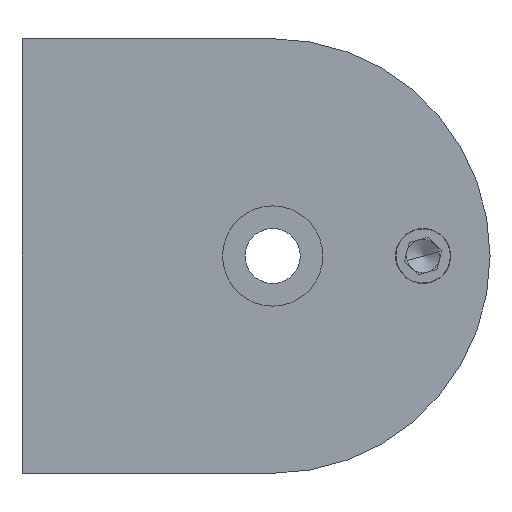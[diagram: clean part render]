
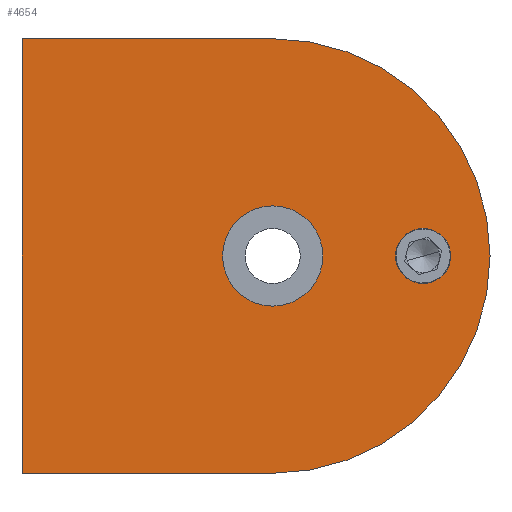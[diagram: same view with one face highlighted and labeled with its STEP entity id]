
A CAD part, front view. The second image highlights one B-rep face of the part: STEP entity #4654.
In plain terms, the highlighted planar face has unit normal (0, -1, 0).
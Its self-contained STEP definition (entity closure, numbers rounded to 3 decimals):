
#80 = CARTESIAN_POINT ( 'NONE',  ( -1.16, -10.631, 28. ) ) ;
#189 = VERTEX_POINT ( 'NONE', #2641 ) ;
#193 = FACE_OUTER_BOUND ( 'NONE', #5736, .T. ) ;
#360 = LINE ( 'NONE', #5156, #3129 ) ;
#603 = CARTESIAN_POINT ( 'NONE',  ( 7.84, -10.631, 28. ) ) ;
#723 = EDGE_CURVE ( 'NONE', #189, #6064, #7032, .T. ) ;
#823 = VERTEX_POINT ( 'NONE', #5779 ) ;
#1018 = CARTESIAN_POINT ( 'NONE',  ( -1.16, -10.631, 15. ) ) ;
#1064 = EDGE_CURVE ( 'NONE', #6785, #189, #2086, .T. ) ;
#1149 = DIRECTION ( 'NONE',  ( 0., 0., 1. ) ) ;
#1156 = CIRCLE ( 'NONE', #2537, 3. ) ;
#1172 = CARTESIAN_POINT ( 'NONE',  ( -1.16, -10.631, 28. ) ) ;
#1278 = CARTESIAN_POINT ( 'NONE',  ( 7.84, -10.631, 26.35 ) ) ;
#1359 = ORIENTED_EDGE ( 'NONE', *, *, #7358, .T. ) ;
#1601 = DIRECTION ( 'NONE',  ( 0., 0., 1. ) ) ;
#1606 = ORIENTED_EDGE ( 'NONE', *, *, #6364, .T. ) ;
#1637 = CARTESIAN_POINT ( 'NONE',  ( -1.16, -10.631, 28. ) ) ;
#1684 = AXIS2_PLACEMENT_3D ( 'NONE', #2996, #4774, #7151 ) ;
#1794 = AXIS2_PLACEMENT_3D ( 'NONE', #603, #2958, #5356 ) ;
#2086 = CIRCLE ( 'NONE', #3849, 13. ) ;
#2527 = VERTEX_POINT ( 'NONE', #5392 ) ;
#2537 = AXIS2_PLACEMENT_3D ( 'NONE', #1637, #6988, #1601 ) ;
#2641 = CARTESIAN_POINT ( 'NONE',  ( -1.16, -10.631, 15. ) ) ;
#2813 = VECTOR ( 'NONE', #3652, 1000. ) ;
#2958 = DIRECTION ( 'NONE',  ( 0., 1., 0. ) ) ;
#2996 = CARTESIAN_POINT ( 'NONE',  ( 7.84, -10.631, 28. ) ) ;
#3129 = VECTOR ( 'NONE', #6252, 1000. ) ;
#3447 = CIRCLE ( 'NONE', #3822, 3. ) ;
#3576 = DIRECTION ( 'NONE',  ( 0., 1., 0. ) ) ;
#3579 = EDGE_CURVE ( 'NONE', #6785, #823, #360, .T. ) ;
#3652 = DIRECTION ( 'NONE',  ( 0., 0., 1. ) ) ;
#3692 = CARTESIAN_POINT ( 'NONE',  ( -16.16, -10.631, 28. ) ) ;
#3822 = AXIS2_PLACEMENT_3D ( 'NONE', #1172, #3576, #6001 ) ;
#3849 = AXIS2_PLACEMENT_3D ( 'NONE', #6021, #6536, #1149 ) ;
#3903 = DIRECTION ( 'NONE',  ( -1., 0., 0. ) ) ;
#4039 = ORIENTED_EDGE ( 'NONE', *, *, #3579, .T. ) ;
#4140 = ORIENTED_EDGE ( 'NONE', *, *, #6368, .F. ) ;
#4608 = ORIENTED_EDGE ( 'NONE', *, *, #1064, .F. ) ;
#4654 = ADVANCED_FACE ( 'NONE', ( #5531, #7412, #193 ), #6820, .F. ) ;
#4688 = AXIS2_PLACEMENT_3D ( 'NONE', #80, #5494, #4996 ) ;
#4763 = ORIENTED_EDGE ( 'NONE', *, *, #7603, .T. ) ;
#4768 = EDGE_CURVE ( 'NONE', #6523, #7126, #1156, .T. ) ;
#4774 = DIRECTION ( 'NONE',  ( 0., 1., 0. ) ) ;
#4996 = DIRECTION ( 'NONE',  ( 0., 0., 1. ) ) ;
#5082 = CIRCLE ( 'NONE', #1684, 1.65 ) ;
#5156 = CARTESIAN_POINT ( 'NONE',  ( -1.16, -10.631, 41. ) ) ;
#5187 = CARTESIAN_POINT ( 'NONE',  ( -1.16, -10.631, 41. ) ) ;
#5200 = CIRCLE ( 'NONE', #1794, 1.65 ) ;
#5230 = VECTOR ( 'NONE', #3903, 1000. ) ;
#5356 = DIRECTION ( 'NONE',  ( 0., 0., 1. ) ) ;
#5377 = LINE ( 'NONE', #3692, #2813 ) ;
#5392 = CARTESIAN_POINT ( 'NONE',  ( 7.84, -10.631, 29.65 ) ) ;
#5494 = DIRECTION ( 'NONE',  ( 0., 1., 0. ) ) ;
#5531 = FACE_BOUND ( 'NONE', #5991, .T. ) ;
#5607 = ORIENTED_EDGE ( 'NONE', *, *, #723, .F. ) ;
#5736 = EDGE_LOOP ( 'NONE', ( #4608, #4039, #4140, #5607 ) ) ;
#5779 = CARTESIAN_POINT ( 'NONE',  ( -16.16, -10.631, 41. ) ) ;
#5810 = ORIENTED_EDGE ( 'NONE', *, *, #4768, .T. ) ;
#5991 = EDGE_LOOP ( 'NONE', ( #4763, #1359 ) ) ;
#6001 = DIRECTION ( 'NONE',  ( 0., 0., 1. ) ) ;
#6021 = CARTESIAN_POINT ( 'NONE',  ( -1.16, -10.631, 28. ) ) ;
#6064 = VERTEX_POINT ( 'NONE', #6476 ) ;
#6242 = CARTESIAN_POINT ( 'NONE',  ( -1.16, -10.631, 25. ) ) ;
#6252 = DIRECTION ( 'NONE',  ( -1., 0., 0. ) ) ;
#6364 = EDGE_CURVE ( 'NONE', #7126, #6523, #3447, .T. ) ;
#6368 = EDGE_CURVE ( 'NONE', #6064, #823, #5377, .T. ) ;
#6476 = CARTESIAN_POINT ( 'NONE',  ( -16.16, -10.631, 15. ) ) ;
#6523 = VERTEX_POINT ( 'NONE', #6242 ) ;
#6536 = DIRECTION ( 'NONE',  ( 0., 1., 0. ) ) ;
#6663 = CARTESIAN_POINT ( 'NONE',  ( -1.16, -10.631, 31. ) ) ;
#6785 = VERTEX_POINT ( 'NONE', #5187 ) ;
#6820 = PLANE ( 'NONE',  #4688 ) ;
#6988 = DIRECTION ( 'NONE',  ( 0., 1., 0. ) ) ;
#7013 = VERTEX_POINT ( 'NONE', #1278 ) ;
#7032 = LINE ( 'NONE', #1018, #5230 ) ;
#7126 = VERTEX_POINT ( 'NONE', #6663 ) ;
#7151 = DIRECTION ( 'NONE',  ( 0., 0., 1. ) ) ;
#7358 = EDGE_CURVE ( 'NONE', #7013, #2527, #5082, .T. ) ;
#7412 = FACE_BOUND ( 'NONE', #7464, .T. ) ;
#7464 = EDGE_LOOP ( 'NONE', ( #1606, #5810 ) ) ;
#7603 = EDGE_CURVE ( 'NONE', #2527, #7013, #5200, .T. ) ;
